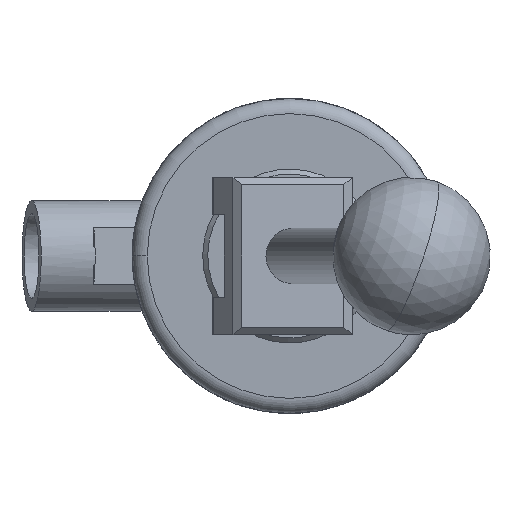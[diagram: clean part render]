
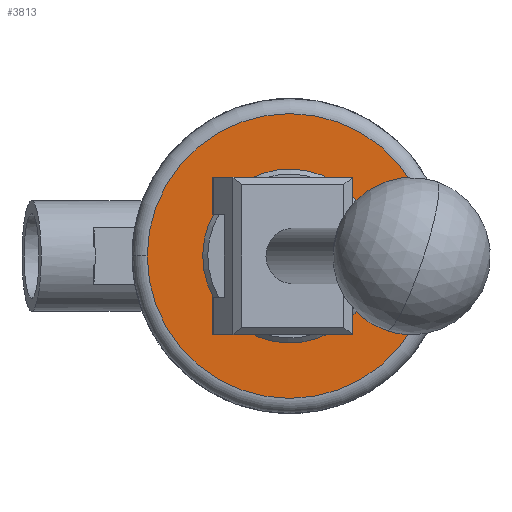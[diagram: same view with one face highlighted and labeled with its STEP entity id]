
A CAD part, front view. The second image highlights one B-rep face of the part: STEP entity #3813.
In plain terms, the highlighted planar face has unit normal (0, -1, 0).
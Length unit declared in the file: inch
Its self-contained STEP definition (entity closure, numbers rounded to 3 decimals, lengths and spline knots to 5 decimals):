
#725 = DIRECTION ( 'NONE',  ( 0., -1., 0. ) ) ;
#1276 = VERTEX_POINT ( 'NONE', #13070 ) ;
#2207 = DIRECTION ( 'NONE',  ( 1., 0., 0. ) ) ;
#2616 = FACE_OUTER_BOUND ( 'NONE', #14417, .T. ) ;
#2645 = AXIS2_PLACEMENT_3D ( 'NONE', #5825, #9700, #14666 ) ;
#2861 = CARTESIAN_POINT ( 'NONE',  ( 0., 0., -0.348 ) ) ;
#3813 = ADVANCED_FACE ( 'NONE', ( #2616, #7486 ), #5002, .T. ) ;
#5002 = PLANE ( 'NONE',  #6426 ) ;
#5046 = CIRCLE ( 'NONE', #11373, 0.348 ) ;
#5442 = CARTESIAN_POINT ( 'NONE',  ( 0., 0., 0. ) ) ;
#5825 = CARTESIAN_POINT ( 'NONE',  ( 0., 0., 0. ) ) ;
#6126 = DIRECTION ( 'NONE',  ( 0., -1., 0. ) ) ;
#6191 = VERTEX_POINT ( 'NONE', #11160 ) ;
#6344 = CIRCLE ( 'NONE', #2645, 1.13 ) ;
#6374 = CARTESIAN_POINT ( 'NONE',  ( -1.13, 0., 0. ) ) ;
#6426 = AXIS2_PLACEMENT_3D ( 'NONE', #2861, #15453, #11612 ) ;
#7372 = CIRCLE ( 'NONE', #13211, 0.348 ) ;
#7486 = FACE_BOUND ( 'NONE', #10334, .T. ) ;
#7594 = VERTEX_POINT ( 'NONE', #13028 ) ;
#8931 = ORIENTED_EDGE ( 'NONE', *, *, #10458, .F. ) ;
#8961 = VERTEX_POINT ( 'NONE', #6374 ) ;
#9554 = EDGE_CURVE ( 'NONE', #1276, #6191, #7372, .T. ) ;
#9700 = DIRECTION ( 'NONE',  ( 0., -1., 0. ) ) ;
#10325 = ORIENTED_EDGE ( 'NONE', *, *, #9554, .F. ) ;
#10334 = EDGE_LOOP ( 'NONE', ( #10325, #8931 ) ) ;
#10458 = EDGE_CURVE ( 'NONE', #6191, #1276, #5046, .T. ) ;
#11029 = DIRECTION ( 'NONE',  ( 1., 0., 0. ) ) ;
#11160 = CARTESIAN_POINT ( 'NONE',  ( -0.348, 0., 0. ) ) ;
#11373 = AXIS2_PLACEMENT_3D ( 'NONE', #13885, #6126, #11029 ) ;
#11428 = CIRCLE ( 'NONE', #15922, 1.13 ) ;
#11612 = DIRECTION ( 'NONE',  ( 1., 0., 0. ) ) ;
#13028 = CARTESIAN_POINT ( 'NONE',  ( 1.13, 0., 0. ) ) ;
#13070 = CARTESIAN_POINT ( 'NONE',  ( 0.348, 0., 0. ) ) ;
#13211 = AXIS2_PLACEMENT_3D ( 'NONE', #13610, #725, #2207 ) ;
#13610 = CARTESIAN_POINT ( 'NONE',  ( 0., 0., 0. ) ) ;
#13885 = CARTESIAN_POINT ( 'NONE',  ( 0., 0., 0. ) ) ;
#13930 = EDGE_CURVE ( 'NONE', #7594, #8961, #6344, .T. ) ;
#14417 = EDGE_LOOP ( 'NONE', ( #14880, #15824 ) ) ;
#14666 = DIRECTION ( 'NONE',  ( 1., 0., 0. ) ) ;
#14880 = ORIENTED_EDGE ( 'NONE', *, *, #13930, .T. ) ;
#15453 = DIRECTION ( 'NONE',  ( 0., -1., 0. ) ) ;
#15524 = DIRECTION ( 'NONE',  ( 0., -1., 0. ) ) ;
#15655 = EDGE_CURVE ( 'NONE', #8961, #7594, #11428, .T. ) ;
#15774 = DIRECTION ( 'NONE',  ( 1., 0., 0. ) ) ;
#15824 = ORIENTED_EDGE ( 'NONE', *, *, #15655, .T. ) ;
#15922 = AXIS2_PLACEMENT_3D ( 'NONE', #5442, #15524, #15774 ) ;
